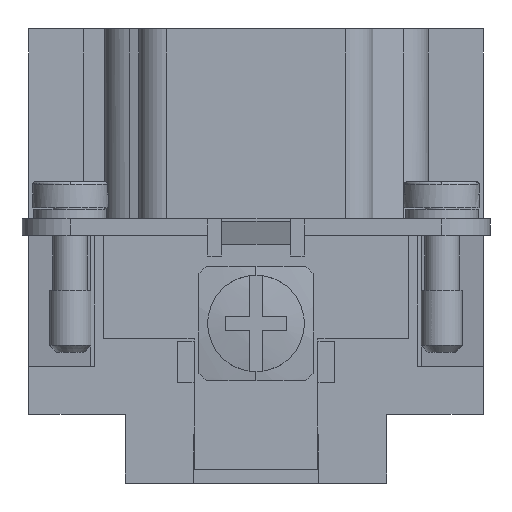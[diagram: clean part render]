
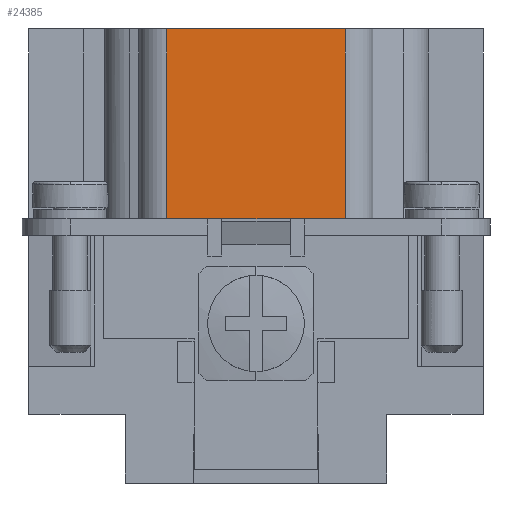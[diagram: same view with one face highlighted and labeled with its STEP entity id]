
A CAD part, left-side view. The second image highlights one B-rep face of the part: STEP entity #24385.
In plain terms, the highlighted planar face has unit normal (-1, 0, 0).
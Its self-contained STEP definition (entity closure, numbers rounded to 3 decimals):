
#19174=CARTESIAN_POINT('',(-31.5,6.5,33.0));
#19175=VERTEX_POINT('',#19174);
#19183=CARTESIAN_POINT('',(-31.5,-6.5,33.0));
#19184=VERTEX_POINT('',#19183);
#19185=CARTESIAN_POINT('',(-31.5,-6.5,33.0));
#19186=DIRECTION('',(0.0,1.0,0.0));
#19187=VECTOR('',#19186,13.);
#19188=LINE('',#19185,#19187);
#19189=EDGE_CURVE('',#19184,#19175,#19188,.T.);
#23343=CARTESIAN_POINT('',(-31.5,-3.5,19.2));
#23344=VERTEX_POINT('',#23343);
#23351=CARTESIAN_POINT('',(-31.5,3.5,19.2));
#23352=VERTEX_POINT('',#23351);
#23353=CARTESIAN_POINT('',(-31.5,3.5,19.2));
#23354=DIRECTION('',(0.0,-1.0,0.0));
#23355=VECTOR('',#23354,7.);
#23356=LINE('',#23353,#23355);
#23357=EDGE_CURVE('',#23352,#23344,#23356,.T.);
#24336=CARTESIAN_POINT('',(-31.5,-6.5,19.2));
#24337=VERTEX_POINT('',#24336);
#24338=CARTESIAN_POINT('',(-31.5,-6.5,19.2));
#24339=DIRECTION('',(0.0,0.0,1.0));
#24340=VECTOR('',#24339,13.8);
#24341=LINE('',#24338,#24340);
#24342=EDGE_CURVE('',#24337,#19184,#24341,.T.);
#24355=CARTESIAN_POINT('',(-31.5,-6.5,19.2));
#24356=DIRECTION('',(-1.0,0.0,0.0));
#24357=DIRECTION('',(0.0,0.0,1.0));
#24358=AXIS2_PLACEMENT_3D('',#24355,#24356,#24357);
#24359=PLANE('',#24358);
#24360=ORIENTED_EDGE('',*,*,#19189,.T.);
#24361=CARTESIAN_POINT('',(-31.5,6.5,19.2));
#24362=VERTEX_POINT('',#24361);
#24363=CARTESIAN_POINT('',(-31.5,6.5,19.2));
#24364=DIRECTION('',(0.0,0.0,1.0));
#24365=VECTOR('',#24364,13.8);
#24366=LINE('',#24363,#24365);
#24367=EDGE_CURVE('',#24362,#19175,#24366,.T.);
#24368=ORIENTED_EDGE('',*,*,#24367,.F.);
#24369=CARTESIAN_POINT('',(-31.5,3.5,19.2));
#24370=DIRECTION('',(0.0,1.0,0.0));
#24371=VECTOR('',#24370,3.);
#24372=LINE('',#24369,#24371);
#24373=EDGE_CURVE('',#23352,#24362,#24372,.T.);
#24374=ORIENTED_EDGE('',*,*,#24373,.F.);
#24375=ORIENTED_EDGE('',*,*,#23357,.T.);
#24376=CARTESIAN_POINT('',(-31.5,-6.5,19.2));
#24377=DIRECTION('',(0.0,1.0,0.0));
#24378=VECTOR('',#24377,3.);
#24379=LINE('',#24376,#24378);
#24380=EDGE_CURVE('',#24337,#23344,#24379,.T.);
#24381=ORIENTED_EDGE('',*,*,#24380,.F.);
#24382=ORIENTED_EDGE('',*,*,#24342,.T.);
#24383=EDGE_LOOP('',(#24360,#24368,#24374,#24375,#24381,#24382));
#24384=FACE_OUTER_BOUND('',#24383,.T.);
#24385=ADVANCED_FACE('',(#24384),#24359,.T.);
